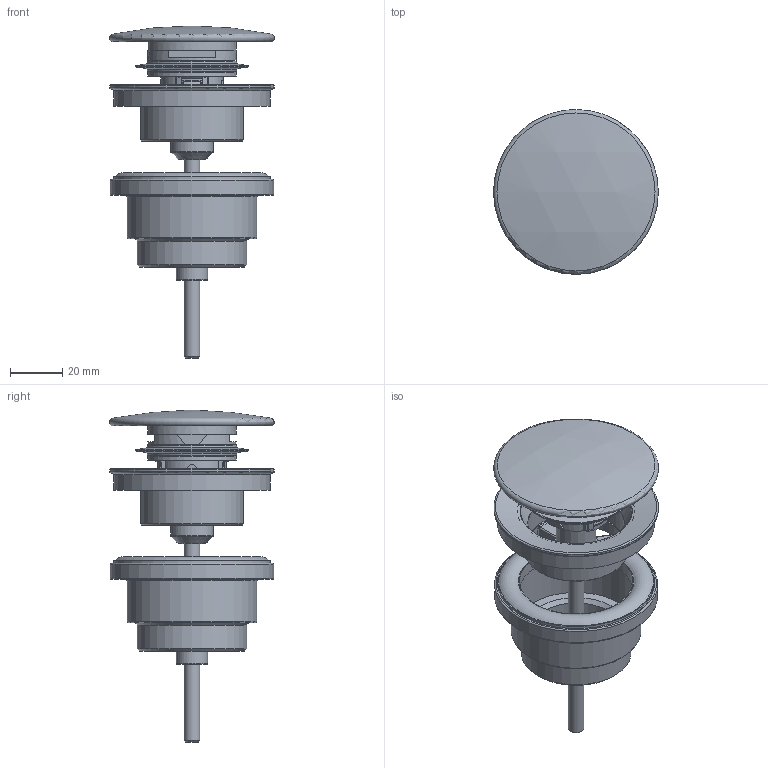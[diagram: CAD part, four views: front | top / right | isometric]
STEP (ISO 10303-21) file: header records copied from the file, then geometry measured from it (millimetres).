
FILE_DESCRIPTION(/* description */ ('Unknown'),/* implementation_level */ '2;1');
FILE_NAME(/* name */ 'AR710-00 rel1',/* time_stamp */ '2025-07-24T12:33:56+02:00',/* author */ ('Unknown'),/* organization */ ('Unknown'),/* preprocessor_version */ 'ST-DEVELOPER v19.4',/* originating_system */ 'Solid Edge',/* authorisation */ 'Unknown');
FILE_SCHEMA (('AUTOMOTIVE_DESIGN {1 0 10303 214 3 1 1}'));
Length unit declared in the file: millimetre
Products named in the file (13): AR710-00 rel1; AR710-01; AR710-02; AR710-03; AR710-04; AR710-002; AR710-08; P710-07; P710-001; A001040.5.1 r.3; A001040.3 r.3 - Bicchiere; A001040.21 r.3 - Parte fissa FILETTO; AR710-06
Assembly tree (12 placements, depth 4):
  AR710-00 rel1
    AR710-01
    AR710-02
    AR710-03
    AR710-04
    AR710-002
      AR710-08
      P710-07
      P710-001
        A001040.5.1 r.3
        A001040.3 r.3 - Bicchiere
        A001040.21 r.3 - Parte fissa FILETTO
    AR710-06
Bounding box: 63 x 63 x 127 mm (x, y, z)
Volume: 64740 mm3; surface area: 60244.5 mm2
Topology: 10 solids, 10 shells, 457 faces, 1209 edges, 791 vertices
Faces by surface type: plane 219, cylinder 118, cone 54, torus 37, bspline 28, sphere 1
Full cylindrical faces by diameter (mm): 1.333 x1, 4.917 x1, 6 x1, 7 x1, 12 x3, 13 x1, 15.4 x1, 16.4 x1, 17.7 x1, 18 x1, 21.7 x1, 24 x1, 24.3 x1, 28 x1, 30.5 x1, 32 x2, 34 x2, 35 x1, 35.8 x1, 36 x1, 37 x1, 39.3 x1, 41.91 x1, 43 x1, 43.5 x1, 45 x1, 46 x1, 49.7 x1, 60 x3, 62.5 x1
Entity records: 19847 total; most frequent: CARTESIAN_POINT 8597, ORIENTED_EDGE 2166, DIRECTION 2077, EDGE_CURVE 1083, AXIS2_PLACEMENT_3D 824, VERTEX_POINT 756, EDGE_LOOP 595, FACE_BOUND 595
